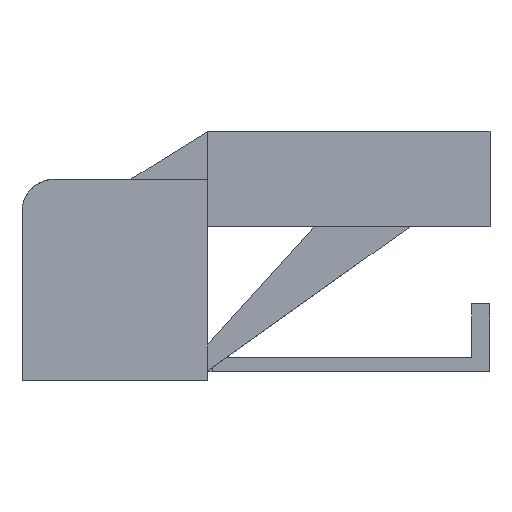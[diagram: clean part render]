
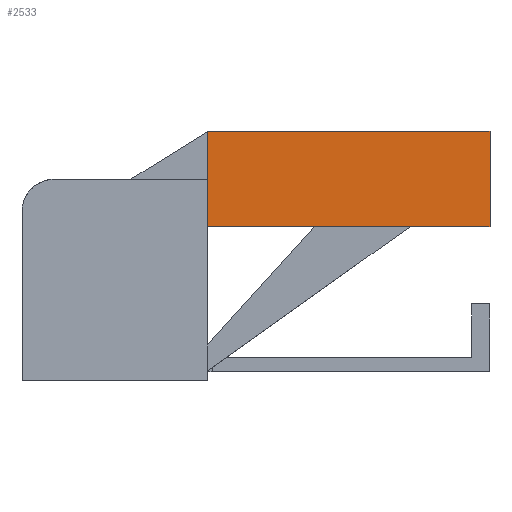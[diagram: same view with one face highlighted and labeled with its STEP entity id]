
A CAD part, left-side view. The second image highlights one B-rep face of the part: STEP entity #2533.
In plain terms, the highlighted planar face has unit normal (-1, 0, 0).
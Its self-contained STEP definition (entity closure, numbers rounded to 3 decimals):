
#140=PLANE('',#2729);
#265=FACE_OUTER_BOUND('',#403,.T.);
#403=EDGE_LOOP('',(#2264,#2265,#2266,#2267));
#688=LINE('',#4061,#988);
#695=LINE('',#4075,#995);
#696=LINE('',#4077,#996);
#697=LINE('',#4078,#997);
#988=VECTOR('',#3296,10.);
#995=VECTOR('',#3307,10.);
#996=VECTOR('',#3308,10.);
#997=VECTOR('',#3309,10.);
#1284=VERTEX_POINT('',#4058);
#1285=VERTEX_POINT('',#4060);
#1290=VERTEX_POINT('',#4074);
#1291=VERTEX_POINT('',#4076);
#1618=EDGE_CURVE('',#1285,#1284,#688,.T.);
#1626=EDGE_CURVE('',#1290,#1285,#695,.T.);
#1627=EDGE_CURVE('',#1284,#1291,#696,.T.);
#1628=EDGE_CURVE('',#1291,#1290,#697,.T.);
#2264=ORIENTED_EDGE('',*,*,#1626,.T.);
#2265=ORIENTED_EDGE('',*,*,#1618,.T.);
#2266=ORIENTED_EDGE('',*,*,#1627,.T.);
#2267=ORIENTED_EDGE('',*,*,#1628,.T.);
#2533=ADVANCED_FACE('',(#265),#140,.T.);
#2729=AXIS2_PLACEMENT_3D('',#4073,#3305,#3306);
#3296=DIRECTION('',(0.,-1.,0.));
#3305=DIRECTION('center_axis',(-1.,0.,0.));
#3306=DIRECTION('ref_axis',(0.,0.,1.));
#3307=DIRECTION('',(0.,0.,-1.));
#3308=DIRECTION('',(0.,0.,1.));
#3309=DIRECTION('',(0.,1.,0.));
#4058=CARTESIAN_POINT('',(4.941,-5.,-37.29));
#4060=CARTESIAN_POINT('',(4.941,21.2,-37.29));
#4061=CARTESIAN_POINT('',(4.941,20.,-37.29));
#4073=CARTESIAN_POINT('Origin',(4.941,20.,-28.43));
#4074=CARTESIAN_POINT('',(4.941,21.2,-28.43));
#4075=CARTESIAN_POINT('',(4.941,21.2,-28.43));
#4076=CARTESIAN_POINT('',(4.941,-5.,-28.43));
#4077=CARTESIAN_POINT('',(4.941,-5.,-28.43));
#4078=CARTESIAN_POINT('',(4.941,20.,-28.43));
